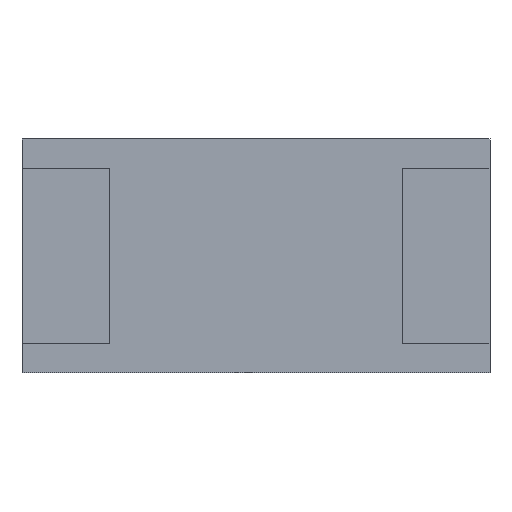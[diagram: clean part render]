
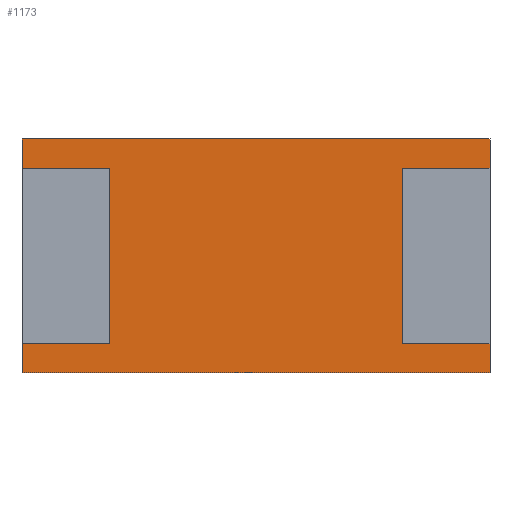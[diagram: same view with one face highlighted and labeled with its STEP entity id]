
A CAD part, front view. The second image highlights one B-rep face of the part: STEP entity #1173.
In plain terms, the highlighted planar face has unit normal (0, -1, 0).
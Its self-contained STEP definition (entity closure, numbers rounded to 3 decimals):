
#3 = ORIENTED_EDGE ( 'NONE', *, *, #407, .F. ) ;
#18 = VECTOR ( 'NONE', #414, 1000. ) ;
#31 = VERTEX_POINT ( 'NONE', #1497 ) ;
#43 = CARTESIAN_POINT ( 'NONE',  ( -0.5, 0., -0.3 ) ) ;
#44 = CARTESIAN_POINT ( 'NONE',  ( -0.8, 0., 0.3 ) ) ;
#99 = CARTESIAN_POINT ( 'NONE',  ( 0.5, 0., -0.3 ) ) ;
#119 = LINE ( 'NONE', #1539, #1144 ) ;
#134 = CARTESIAN_POINT ( 'NONE',  ( 0.5, 0., 0.3 ) ) ;
#147 = CARTESIAN_POINT ( 'NONE',  ( -0.5, 0., 0.3 ) ) ;
#194 = ORIENTED_EDGE ( 'NONE', *, *, #698, .F. ) ;
#205 = ORIENTED_EDGE ( 'NONE', *, *, #664, .F. ) ;
#213 = CARTESIAN_POINT ( 'NONE',  ( 0., 0., -0.4 ) ) ;
#220 = VERTEX_POINT ( 'NONE', #442 ) ;
#232 = LINE ( 'NONE', #1230, #1246 ) ;
#238 = LINE ( 'NONE', #1502, #1523 ) ;
#245 = LINE ( 'NONE', #99, #582 ) ;
#247 = DIRECTION ( 'NONE',  ( 0., 0., -1. ) ) ;
#252 = VECTOR ( 'NONE', #1420, 1000. ) ;
#291 = CARTESIAN_POINT ( 'NONE',  ( -0.8, 0., -0.4 ) ) ;
#292 = VECTOR ( 'NONE', #408, 1000. ) ;
#299 = CARTESIAN_POINT ( 'NONE',  ( 0., 0., 0.4 ) ) ;
#327 = CARTESIAN_POINT ( 'NONE',  ( 0.5, 0., 0.3 ) ) ;
#347 = VERTEX_POINT ( 'NONE', #772 ) ;
#391 = CARTESIAN_POINT ( 'NONE',  ( 0., 0., -0.4 ) ) ;
#393 = CARTESIAN_POINT ( 'NONE',  ( 0.8, 0., -0.4 ) ) ;
#407 = EDGE_CURVE ( 'NONE', #347, #900, #232, .T. ) ;
#408 = DIRECTION ( 'NONE',  ( -1., 0., 0. ) ) ;
#414 = DIRECTION ( 'NONE',  ( -1., 0., 0. ) ) ;
#442 = CARTESIAN_POINT ( 'NONE',  ( -0.8, 0., -0.3 ) ) ;
#449 = EDGE_CURVE ( 'NONE', #1166, #31, #1661, .T. ) ;
#476 = DIRECTION ( 'NONE',  ( 0., 0., 1. ) ) ;
#508 = LINE ( 'NONE', #213, #525 ) ;
#509 = VERTEX_POINT ( 'NONE', #291 ) ;
#512 = EDGE_LOOP ( 'NONE', ( #530, #1544, #1737, #1338, #1304, #1651, #205, #1384, #194, #564, #803, #3 ) ) ;
#525 = VECTOR ( 'NONE', #1216, 1000. ) ;
#530 = ORIENTED_EDGE ( 'NONE', *, *, #1567, .T. ) ;
#544 = EDGE_CURVE ( 'NONE', #759, #1353, #569, .T. ) ;
#564 = ORIENTED_EDGE ( 'NONE', *, *, #1637, .T. ) ;
#569 = LINE ( 'NONE', #1119, #252 ) ;
#582 = VECTOR ( 'NONE', #1633, 1000. ) ;
#595 = LINE ( 'NONE', #1026, #1623 ) ;
#601 = VERTEX_POINT ( 'NONE', #1257 ) ;
#606 = DIRECTION ( 'NONE',  ( -1., 0., 0. ) ) ;
#660 = DIRECTION ( 'NONE',  ( 0., 0., -1. ) ) ;
#664 = EDGE_CURVE ( 'NONE', #31, #509, #508, .T. ) ;
#698 = EDGE_CURVE ( 'NONE', #1022, #1166, #245, .T. ) ;
#734 = EDGE_CURVE ( 'NONE', #900, #1079, #1132, .T. ) ;
#738 = AXIS2_PLACEMENT_3D ( 'NONE', #391, #953, #1510 ) ;
#759 = VERTEX_POINT ( 'NONE', #1561 ) ;
#767 = LINE ( 'NONE', #43, #1222 ) ;
#772 = CARTESIAN_POINT ( 'NONE',  ( 0.8, 0., 0.4 ) ) ;
#801 = VERTEX_POINT ( 'NONE', #147 ) ;
#803 = ORIENTED_EDGE ( 'NONE', *, *, #734, .F. ) ;
#866 = EDGE_CURVE ( 'NONE', #601, #220, #767, .T. ) ;
#889 = CARTESIAN_POINT ( 'NONE',  ( -0.5, 0., -0.4 ) ) ;
#900 = VERTEX_POINT ( 'NONE', #1825 ) ;
#947 = DIRECTION ( 'NONE',  ( 0., 0., -1. ) ) ;
#953 = DIRECTION ( 'NONE',  ( 0., -1., 0. ) ) ;
#1022 = VERTEX_POINT ( 'NONE', #1052 ) ;
#1026 = CARTESIAN_POINT ( 'NONE',  ( -0.5, 0., 0.3 ) ) ;
#1052 = CARTESIAN_POINT ( 'NONE',  ( 0.5, 0., -0.3 ) ) ;
#1079 = VERTEX_POINT ( 'NONE', #327 ) ;
#1080 = EDGE_CURVE ( 'NONE', #601, #801, #1732, .T. ) ;
#1082 = CARTESIAN_POINT ( 'NONE',  ( 0.8, 0., -0.3 ) ) ;
#1119 = CARTESIAN_POINT ( 'NONE',  ( -0.8, 0., 0.4 ) ) ;
#1132 = LINE ( 'NONE', #134, #18 ) ;
#1144 = VECTOR ( 'NONE', #1410, 1000. ) ;
#1156 = EDGE_CURVE ( 'NONE', #220, #509, #238, .T. ) ;
#1166 = VERTEX_POINT ( 'NONE', #1082 ) ;
#1173 = ADVANCED_FACE ( 'NONE', ( #1640 ), #1659, .T. ) ;
#1216 = DIRECTION ( 'NONE',  ( -1., 0., 0. ) ) ;
#1222 = VECTOR ( 'NONE', #606, 1000. ) ;
#1230 = CARTESIAN_POINT ( 'NONE',  ( 0.8, 0., 0.4 ) ) ;
#1246 = VECTOR ( 'NONE', #947, 1000. ) ;
#1257 = CARTESIAN_POINT ( 'NONE',  ( -0.5, 0., -0.3 ) ) ;
#1304 = ORIENTED_EDGE ( 'NONE', *, *, #866, .T. ) ;
#1338 = ORIENTED_EDGE ( 'NONE', *, *, #1080, .F. ) ;
#1353 = VERTEX_POINT ( 'NONE', #44 ) ;
#1384 = ORIENTED_EDGE ( 'NONE', *, *, #449, .F. ) ;
#1410 = DIRECTION ( 'NONE',  ( 0., 0., 1. ) ) ;
#1420 = DIRECTION ( 'NONE',  ( 0., 0., -1. ) ) ;
#1497 = CARTESIAN_POINT ( 'NONE',  ( 0.8, 0., -0.4 ) ) ;
#1502 = CARTESIAN_POINT ( 'NONE',  ( -0.8, 0., -0.4 ) ) ;
#1510 = DIRECTION ( 'NONE',  ( -1., 0., 0. ) ) ;
#1523 = VECTOR ( 'NONE', #660, 1000. ) ;
#1539 = CARTESIAN_POINT ( 'NONE',  ( 0.5, 0., -0.4 ) ) ;
#1544 = ORIENTED_EDGE ( 'NONE', *, *, #544, .T. ) ;
#1561 = CARTESIAN_POINT ( 'NONE',  ( -0.8, 0., 0.4 ) ) ;
#1567 = EDGE_CURVE ( 'NONE', #347, #759, #1717, .T. ) ;
#1580 = DIRECTION ( 'NONE',  ( 1., 0., 0. ) ) ;
#1623 = VECTOR ( 'NONE', #1580, 1000. ) ;
#1633 = DIRECTION ( 'NONE',  ( 1., 0., 0. ) ) ;
#1637 = EDGE_CURVE ( 'NONE', #1022, #1079, #119, .T. ) ;
#1640 = FACE_OUTER_BOUND ( 'NONE', #512, .T. ) ;
#1651 = ORIENTED_EDGE ( 'NONE', *, *, #1156, .T. ) ;
#1659 = PLANE ( 'NONE',  #738 ) ;
#1661 = LINE ( 'NONE', #393, #1739 ) ;
#1693 = EDGE_CURVE ( 'NONE', #1353, #801, #595, .T. ) ;
#1717 = LINE ( 'NONE', #299, #292 ) ;
#1732 = LINE ( 'NONE', #889, #1741 ) ;
#1737 = ORIENTED_EDGE ( 'NONE', *, *, #1693, .T. ) ;
#1739 = VECTOR ( 'NONE', #247, 1000. ) ;
#1741 = VECTOR ( 'NONE', #476, 1000. ) ;
#1825 = CARTESIAN_POINT ( 'NONE',  ( 0.8, 0., 0.3 ) ) ;
